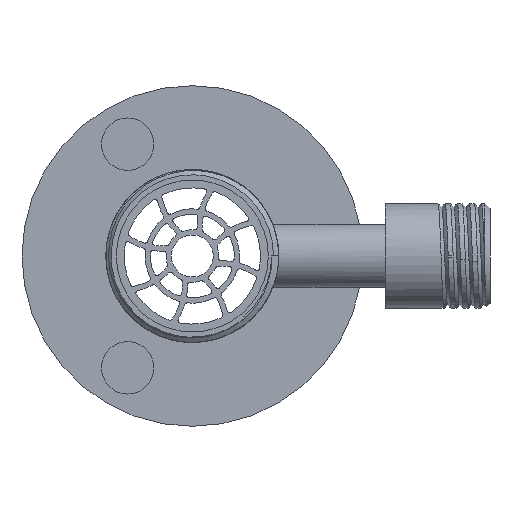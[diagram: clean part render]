
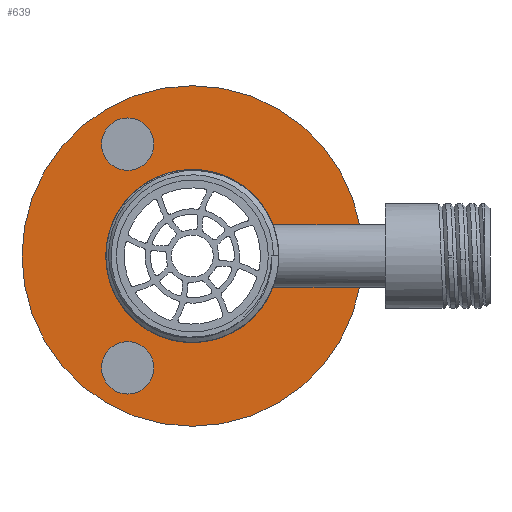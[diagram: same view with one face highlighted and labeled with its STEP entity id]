
A CAD part, front view. The second image highlights one B-rep face of the part: STEP entity #639.
In plain terms, the highlighted planar face has unit normal (0, -1, 0).
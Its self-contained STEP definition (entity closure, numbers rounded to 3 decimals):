
#639=ADVANCED_FACE('',(#876,#878,#880,#882,#884),#886,.F.);
#876=FACE_BOUND('',#877,.T.);
#877=EDGE_LOOP('',(#6237));
#878=FACE_BOUND('',#879,.T.);
#879=EDGE_LOOP('',(#6238));
#880=FACE_BOUND('',#881,.T.);
#881=EDGE_LOOP('',(#6239));
#882=FACE_BOUND('',#883,.T.);
#883=EDGE_LOOP('',(#6240));
#884=FACE_BOUND('',#885,.T.);
#885=EDGE_LOOP('',(#6241));
#886=PLANE('',#887);
#887=AXIS2_PLACEMENT_3D('',#888,#889,#890);
#888=CARTESIAN_POINT('',(0.,71.,0.));
#889=DIRECTION('',(0.,1.,0.));
#890=DIRECTION('',(0.,0.,1.));
#6237=ORIENTED_EDGE('',*,*,#7377,.F.);
#6238=ORIENTED_EDGE('',*,*,#7378,.T.);
#6239=ORIENTED_EDGE('',*,*,#7379,.T.);
#6240=ORIENTED_EDGE('',*,*,#7380,.T.);
#6241=ORIENTED_EDGE('',*,*,#7381,.T.);
#7377=EDGE_CURVE('',#7947,#7947,#7948,.T.);
#7378=EDGE_CURVE('',#7949,#7949,#7950,.T.);
#7379=EDGE_CURVE('',#7951,#7951,#7952,.T.);
#7380=EDGE_CURVE('',#7953,#7953,#7954,.T.);
#7381=EDGE_CURVE('',#7955,#7955,#7956,.T.);
#7947=VERTEX_POINT('',#8923);
#7948=CIRCLE('',#8924,32.5);
#7949=VERTEX_POINT('',#8928);
#7950=CIRCLE('',#8929,16.5);
#7951=VERTEX_POINT('',#8933);
#7952=CIRCLE('',#8934,3.6);
#7953=VERTEX_POINT('',#8938);
#7954=CIRCLE('',#8939,3.6);
#7955=VERTEX_POINT('',#8943);
#7956=CIRCLE('',#8944,3.6);
#8923=CARTESIAN_POINT('',(0.,71.,32.5));
#8924=AXIS2_PLACEMENT_3D('',#8925,#8926,#8927);
#8925=CARTESIAN_POINT('',(0.,71.,0.));
#8926=DIRECTION('',(0.,1.,0.));
#8927=DIRECTION('',(0.,0.,1.));
#8928=CARTESIAN_POINT('',(0.,71.,16.5));
#8929=AXIS2_PLACEMENT_3D('',#8930,#8931,#8932);
#8930=CARTESIAN_POINT('',(0.,71.,0.));
#8931=DIRECTION('',(0.,1.,0.));
#8932=DIRECTION('',(0.,0.,1.));
#8933=CARTESIAN_POINT('',(24.65,71.,3.6));
#8934=AXIS2_PLACEMENT_3D('',#8935,#8936,#8937);
#8935=CARTESIAN_POINT('',(24.65,71.,0.));
#8936=DIRECTION('',(0.,1.,0.));
#8937=DIRECTION('',(0.,0.,1.));
#8938=CARTESIAN_POINT('',(-12.325,71.,-17.748));
#8939=AXIS2_PLACEMENT_3D('',#8940,#8941,#8942);
#8940=CARTESIAN_POINT('',(-12.325,71.,-21.348));
#8941=DIRECTION('',(0.,1.,0.));
#8942=DIRECTION('',(0.,0.,1.));
#8943=CARTESIAN_POINT('',(-12.325,71.,24.948));
#8944=AXIS2_PLACEMENT_3D('',#8945,#8946,#8947);
#8945=CARTESIAN_POINT('',(-12.325,71.,21.348));
#8946=DIRECTION('',(0.,1.,0.));
#8947=DIRECTION('',(0.,0.,1.));
